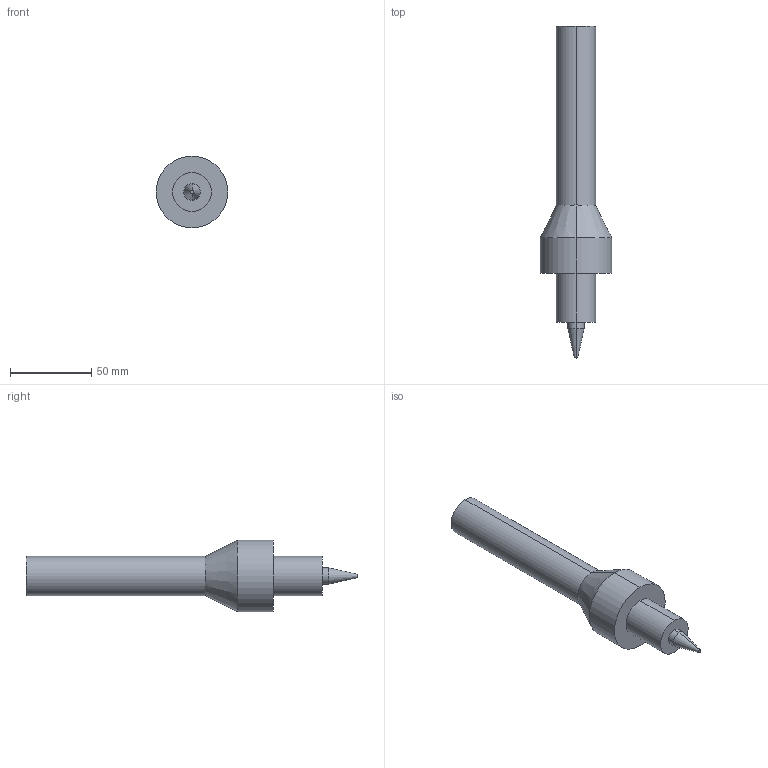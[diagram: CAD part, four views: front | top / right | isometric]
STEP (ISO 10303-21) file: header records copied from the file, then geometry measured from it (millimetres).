
FILE_DESCRIPTION(('produced by SPATIAL CORP'),'2;1');
FILE_NAME('soldering_tool.hh.sat.stp', '2002-04-12T11:56:17+00:00',('SPATIAL CORP'),('SPATIAL CORP'), 'ACIS STEP Husk','http://www.spatial.com','SPATIAL CORP');
FILE_SCHEMA(('CONFIG_CONTROL_DESIGN'));
Length unit declared in the file: millimetre
Products named in the file (1): PRODUCT_ID_1
Bounding box: 44 x 204 x 44 mm (x, y, z)
Volume: 116366.7 mm3; surface area: 18356 mm2
Topology: 1 solids, 1 shells, 16 faces, 30 edges, 18 vertices
Faces by surface type: cylinder 8, plane 4, cone 4
Entity records: 414 total; most frequent: ORIENTED_EDGE 60, DIRECTION 50, CARTESIAN_POINT 49, EDGE_CURVE 30, AXIS2_PLACEMENT_3D 19, VERTEX_POINT 18, EDGE_LOOP 18, FACE_BOUND 18
